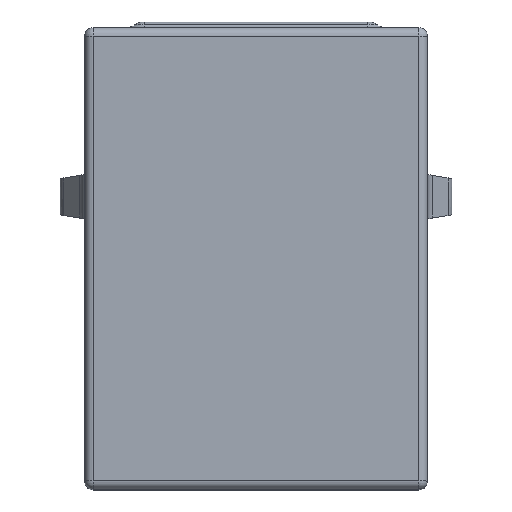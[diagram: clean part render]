
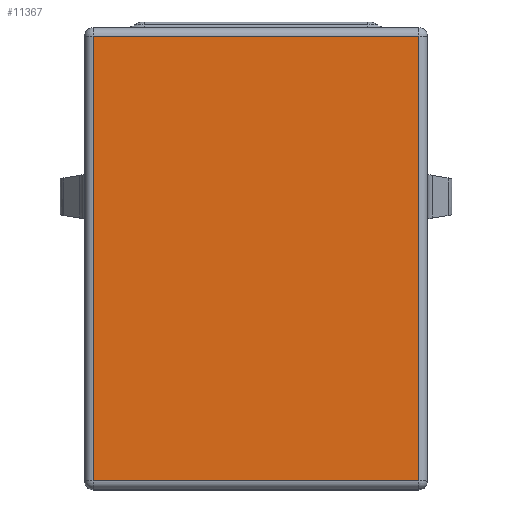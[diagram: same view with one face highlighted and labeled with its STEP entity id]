
A CAD part, top view. The second image highlights one B-rep face of the part: STEP entity #11367.
In plain terms, the highlighted planar face has unit normal (0, 0, 1).
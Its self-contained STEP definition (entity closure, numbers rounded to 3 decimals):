
#286 = EDGE_LOOP ( 'NONE', ( #5160, #3180, #6040, #12921 ) ) ;
#3180 = ORIENTED_EDGE ( 'NONE', *, *, #5374, .T. ) ;
#3320 = VERTEX_POINT ( 'NONE', #13651 ) ;
#3943 = CARTESIAN_POINT ( 'NONE',  ( 5.75, 0., 10.85 ) ) ;
#4395 = DIRECTION ( 'NONE',  ( 0., 1., 0. ) ) ;
#4830 = DIRECTION ( 'NONE',  ( 1., 0., 0. ) ) ;
#5160 = ORIENTED_EDGE ( 'NONE', *, *, #16230, .T. ) ;
#5374 = EDGE_CURVE ( 'NONE', #23405, #3320, #24232, .T. ) ;
#6035 = VERTEX_POINT ( 'NONE', #13061 ) ;
#6040 = ORIENTED_EDGE ( 'NONE', *, *, #29922, .T. ) ;
#6885 = CARTESIAN_POINT ( 'NONE',  ( 5.75, 3.3, 10.85 ) ) ;
#7226 = DIRECTION ( 'NONE',  ( 0., -1., 0. ) ) ;
#7690 = VERTEX_POINT ( 'NONE', #6885 ) ;
#7835 = VECTOR ( 'NONE', #24917, 1000. ) ;
#8228 = CARTESIAN_POINT ( 'NONE',  ( -5.75, 3.3, 10.85 ) ) ;
#10671 = DIRECTION ( 'NONE',  ( 0., 0., -1. ) ) ;
#11367 = ADVANCED_FACE ( 'NONE', ( #18006 ), #22382, .F. ) ;
#11501 = AXIS2_PLACEMENT_3D ( 'NONE', #15393, #10671, #15845 ) ;
#12584 = EDGE_CURVE ( 'NONE', #6035, #7690, #30083, .T. ) ;
#12887 = LINE ( 'NONE', #22558, #7835 ) ;
#12921 = ORIENTED_EDGE ( 'NONE', *, *, #12584, .T. ) ;
#13061 = CARTESIAN_POINT ( 'NONE',  ( 5.75, -12.4, 10.85 ) ) ;
#13651 = CARTESIAN_POINT ( 'NONE',  ( -5.75, -12.4, 10.85 ) ) ;
#15393 = CARTESIAN_POINT ( 'NONE',  ( 0., 0., 10.85 ) ) ;
#15845 = DIRECTION ( 'NONE',  ( -1., 0., 0. ) ) ;
#16230 = EDGE_CURVE ( 'NONE', #7690, #23405, #12887, .T. ) ;
#17203 = CARTESIAN_POINT ( 'NONE',  ( -5.75, 0., 10.85 ) ) ;
#18006 = FACE_OUTER_BOUND ( 'NONE', #286, .T. ) ;
#19617 = LINE ( 'NONE', #26135, #28275 ) ;
#20123 = VECTOR ( 'NONE', #7226, 1000. ) ;
#22382 = PLANE ( 'NONE',  #11501 ) ;
#22558 = CARTESIAN_POINT ( 'NONE',  ( 0., 3.3, 10.85 ) ) ;
#23405 = VERTEX_POINT ( 'NONE', #8228 ) ;
#24232 = LINE ( 'NONE', #17203, #20123 ) ;
#24917 = DIRECTION ( 'NONE',  ( -1., 0., 0. ) ) ;
#26135 = CARTESIAN_POINT ( 'NONE',  ( 0., -12.4, 10.85 ) ) ;
#28275 = VECTOR ( 'NONE', #4830, 1000. ) ;
#29794 = VECTOR ( 'NONE', #4395, 1000. ) ;
#29922 = EDGE_CURVE ( 'NONE', #3320, #6035, #19617, .T. ) ;
#30083 = LINE ( 'NONE', #3943, #29794 ) ;
